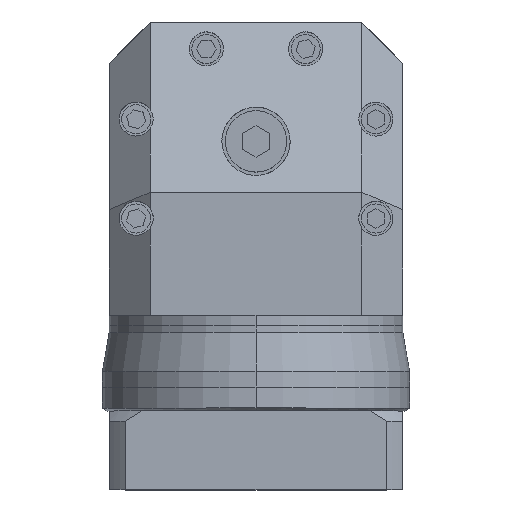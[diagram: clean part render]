
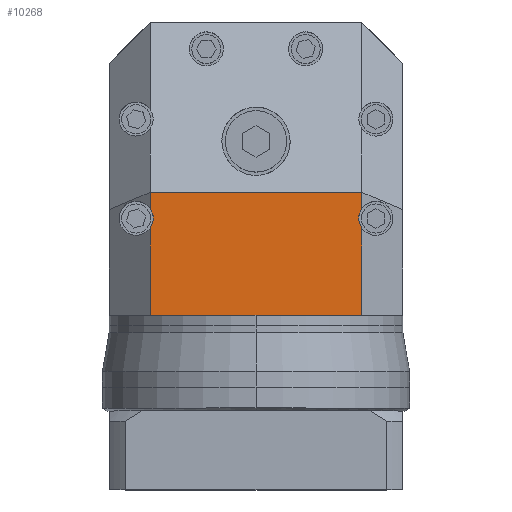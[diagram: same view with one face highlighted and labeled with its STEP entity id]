
A CAD part, top view. The second image highlights one B-rep face of the part: STEP entity #10268.
In plain terms, the highlighted planar face has unit normal (0, 0, 1).
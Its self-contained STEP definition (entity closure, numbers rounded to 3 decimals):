
#48 = DIRECTION ( 'NONE',  ( 0., 1., 0. ) ) ;
#93 = CARTESIAN_POINT ( 'NONE',  ( 31., -11.691, 86. ) ) ;
#671 = DIRECTION ( 'NONE',  ( 1., 0., 0. ) ) ;
#714 = DIRECTION ( 'NONE',  ( 0., 0., 1. ) ) ;
#810 = CARTESIAN_POINT ( 'NONE',  ( 35.107, -14.542, 86. ) ) ;
#947 = DIRECTION ( 'NONE',  ( 1., 0., 0. ) ) ;
#1081 = ORIENTED_EDGE ( 'NONE', *, *, #7488, .T. ) ;
#1155 = LINE ( 'NONE', #1228, #11926 ) ;
#1228 = CARTESIAN_POINT ( 'NONE',  ( 31., 0., 86. ) ) ;
#1440 = DIRECTION ( 'NONE',  ( 0., 0., 1. ) ) ;
#1762 = VECTOR ( 'NONE', #947, 1000. ) ;
#1824 = CARTESIAN_POINT ( 'NONE',  ( -43., -43., 86. ) ) ;
#1948 = VERTEX_POINT ( 'NONE', #5389 ) ;
#2045 = EDGE_CURVE ( 'NONE', #6114, #2709, #1155, .T. ) ;
#2095 = LINE ( 'NONE', #7215, #1762 ) ;
#2294 = CIRCLE ( 'NONE', #6138, 5. ) ;
#2455 = DIRECTION ( 'NONE',  ( 0., -1., 0. ) ) ;
#2462 = DIRECTION ( 'NONE',  ( 1., 0., 0. ) ) ;
#2519 = EDGE_CURVE ( 'NONE', #10673, #8253, #3463, .T. ) ;
#2559 = EDGE_CURVE ( 'NONE', #9593, #10243, #11110, .T. ) ;
#2709 = VERTEX_POINT ( 'NONE', #3206 ) ;
#2750 = CIRCLE ( 'NONE', #11113, 5. ) ;
#2838 = VERTEX_POINT ( 'NONE', #4886 ) ;
#3206 = CARTESIAN_POINT ( 'NONE',  ( 31., -17.393, 86. ) ) ;
#3239 = EDGE_CURVE ( 'NONE', #1948, #2709, #2294, .T. ) ;
#3308 = EDGE_LOOP ( 'NONE', ( #3327, #5788, #12612, #10517, #9359, #13275, #10672, #5300, #12263, #6145, #1081 ) ) ;
#3327 = ORIENTED_EDGE ( 'NONE', *, *, #10799, .T. ) ;
#3463 = CIRCLE ( 'NONE', #4249, 5. ) ;
#3715 = EDGE_CURVE ( 'NONE', #5356, #12654, #8958, .T. ) ;
#4155 = PLANE ( 'NONE',  #10126 ) ;
#4249 = AXIS2_PLACEMENT_3D ( 'NONE', #6355, #6481, #6262 ) ;
#4431 = DIRECTION ( 'NONE',  ( -1., 0., 0. ) ) ;
#4697 = DIRECTION ( 'NONE',  ( 0., 1., 0. ) ) ;
#4725 = LINE ( 'NONE', #11693, #7489 ) ;
#4817 = CARTESIAN_POINT ( 'NONE',  ( 31., 0., 86. ) ) ;
#4886 = CARTESIAN_POINT ( 'NONE',  ( -31., -7., 86. ) ) ;
#4896 = CARTESIAN_POINT ( 'NONE',  ( 31., -43., 86. ) ) ;
#4966 = FACE_OUTER_BOUND ( 'NONE', #3308, .T. ) ;
#5067 = CARTESIAN_POINT ( 'NONE',  ( -35.107, -14.542, 86. ) ) ;
#5111 = CARTESIAN_POINT ( 'NONE',  ( 31., -7., 86. ) ) ;
#5187 = EDGE_CURVE ( 'NONE', #8693, #5356, #8373, .T. ) ;
#5198 = DIRECTION ( 'NONE',  ( 0., 0., -1. ) ) ;
#5300 = ORIENTED_EDGE ( 'NONE', *, *, #3239, .F. ) ;
#5301 = VECTOR ( 'NONE', #7141, 1000. ) ;
#5356 = VERTEX_POINT ( 'NONE', #12529 ) ;
#5389 = CARTESIAN_POINT ( 'NONE',  ( 30.107, -14.542, 86. ) ) ;
#5788 = ORIENTED_EDGE ( 'NONE', *, *, #2519, .F. ) ;
#6114 = VERTEX_POINT ( 'NONE', #4896 ) ;
#6117 = DIRECTION ( 'NONE',  ( 1., 0., 0. ) ) ;
#6138 = AXIS2_PLACEMENT_3D ( 'NONE', #810, #714, #671 ) ;
#6145 = ORIENTED_EDGE ( 'NONE', *, *, #2559, .T. ) ;
#6262 = DIRECTION ( 'NONE',  ( 1., 0., 0. ) ) ;
#6355 = CARTESIAN_POINT ( 'NONE',  ( -35.107, -14.542, 86. ) ) ;
#6481 = DIRECTION ( 'NONE',  ( 0., 0., 1. ) ) ;
#6830 = VECTOR ( 'NONE', #2462, 1000. ) ;
#6845 = EDGE_CURVE ( 'NONE', #9593, #1948, #2750, .T. ) ;
#7141 = DIRECTION ( 'NONE',  ( 0., -1., 0. ) ) ;
#7215 = CARTESIAN_POINT ( 'NONE',  ( -43., -43., 86. ) ) ;
#7323 = EDGE_CURVE ( 'NONE', #12654, #6114, #2095, .T. ) ;
#7488 = EDGE_CURVE ( 'NONE', #10243, #2838, #4725, .T. ) ;
#7489 = VECTOR ( 'NONE', #4431, 1000. ) ;
#7694 = CARTESIAN_POINT ( 'NONE',  ( 35.107, -14.542, 86. ) ) ;
#8253 = VERTEX_POINT ( 'NONE', #13235 ) ;
#8373 = LINE ( 'NONE', #10579, #11451 ) ;
#8693 = VERTEX_POINT ( 'NONE', #11209 ) ;
#8734 = DIRECTION ( 'NONE',  ( 1., 0., 0. ) ) ;
#8958 = LINE ( 'NONE', #1824, #6830 ) ;
#9227 = CARTESIAN_POINT ( 'NONE',  ( -31., 0., 86. ) ) ;
#9359 = ORIENTED_EDGE ( 'NONE', *, *, #3715, .T. ) ;
#9593 = VERTEX_POINT ( 'NONE', #93 ) ;
#10054 = CARTESIAN_POINT ( 'NONE',  ( -30.107, -14.542, 86. ) ) ;
#10126 = AXIS2_PLACEMENT_3D ( 'NONE', #12417, #5198, #12465 ) ;
#10243 = VERTEX_POINT ( 'NONE', #5111 ) ;
#10268 = ADVANCED_FACE ( 'NONE', ( #4966 ), #4155, .F. ) ;
#10452 = CIRCLE ( 'NONE', #12754, 5. ) ;
#10517 = ORIENTED_EDGE ( 'NONE', *, *, #5187, .T. ) ;
#10579 = CARTESIAN_POINT ( 'NONE',  ( -31., 0., 86. ) ) ;
#10672 = ORIENTED_EDGE ( 'NONE', *, *, #2045, .T. ) ;
#10673 = VERTEX_POINT ( 'NONE', #10054 ) ;
#10799 = EDGE_CURVE ( 'NONE', #2838, #8253, #13274, .T. ) ;
#10805 = VECTOR ( 'NONE', #4697, 1000. ) ;
#11110 = LINE ( 'NONE', #4817, #10805 ) ;
#11113 = AXIS2_PLACEMENT_3D ( 'NONE', #7694, #1440, #8734 ) ;
#11202 = CARTESIAN_POINT ( 'NONE',  ( 0., -43., 86. ) ) ;
#11209 = CARTESIAN_POINT ( 'NONE',  ( -31., -17.393, 86. ) ) ;
#11451 = VECTOR ( 'NONE', #2455, 1000. ) ;
#11693 = CARTESIAN_POINT ( 'NONE',  ( 0., -7., 86. ) ) ;
#11926 = VECTOR ( 'NONE', #48, 1000. ) ;
#12263 = ORIENTED_EDGE ( 'NONE', *, *, #6845, .F. ) ;
#12328 = DIRECTION ( 'NONE',  ( 0., 0., 1. ) ) ;
#12417 = CARTESIAN_POINT ( 'NONE',  ( 0., 0., 86. ) ) ;
#12465 = DIRECTION ( 'NONE',  ( -1., 0., 0. ) ) ;
#12529 = CARTESIAN_POINT ( 'NONE',  ( -31., -43., 86. ) ) ;
#12612 = ORIENTED_EDGE ( 'NONE', *, *, #13250, .F. ) ;
#12654 = VERTEX_POINT ( 'NONE', #11202 ) ;
#12754 = AXIS2_PLACEMENT_3D ( 'NONE', #5067, #12328, #6117 ) ;
#13235 = CARTESIAN_POINT ( 'NONE',  ( -31., -11.691, 86. ) ) ;
#13250 = EDGE_CURVE ( 'NONE', #8693, #10673, #10452, .T. ) ;
#13274 = LINE ( 'NONE', #9227, #5301 ) ;
#13275 = ORIENTED_EDGE ( 'NONE', *, *, #7323, .T. ) ;
